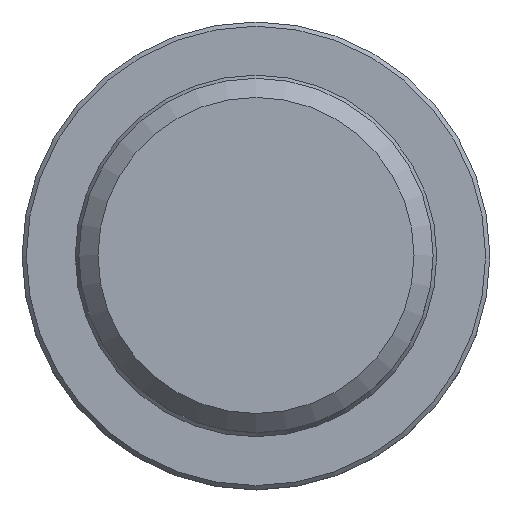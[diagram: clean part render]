
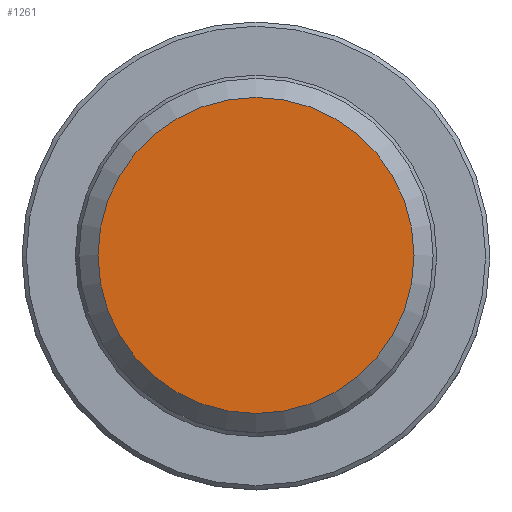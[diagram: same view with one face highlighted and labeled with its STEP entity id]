
A CAD part, top view. The second image highlights one B-rep face of the part: STEP entity #1261.
In plain terms, the highlighted planar face has unit normal (0, 0, 1).
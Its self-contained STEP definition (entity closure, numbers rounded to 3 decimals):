
#1221=CARTESIAN_POINT('',(7.431,0.,17.0));
#1222=VERTEX_POINT('',#1221);
#1223=CARTESIAN_POINT('',(0.0,0.0,17.0));
#1224=DIRECTION('',(0.0,0.0,-1.0));
#1225=DIRECTION('',(-1.0,0.0,0.0));
#1226=AXIS2_PLACEMENT_3D('',#1223,#1224,#1225);
#1227=CIRCLE('',#1226,7.431);
#1228=EDGE_CURVE('',#1222,#1222,#1227,.T.);
#1253=CARTESIAN_POINT('',(0.0,0.0,17.0));
#1254=DIRECTION('',(0.0,0.0,-1.0));
#1255=DIRECTION('',(-1.0,0.0,0.0));
#1256=AXIS2_PLACEMENT_3D('',#1253,#1254,#1255);
#1257=PLANE('',#1256);
#1258=ORIENTED_EDGE('',*,*,#1228,.F.);
#1259=EDGE_LOOP('',(#1258));
#1260=FACE_OUTER_BOUND('',#1259,.T.);
#1261=ADVANCED_FACE('',(#1260),#1257,.F.);
